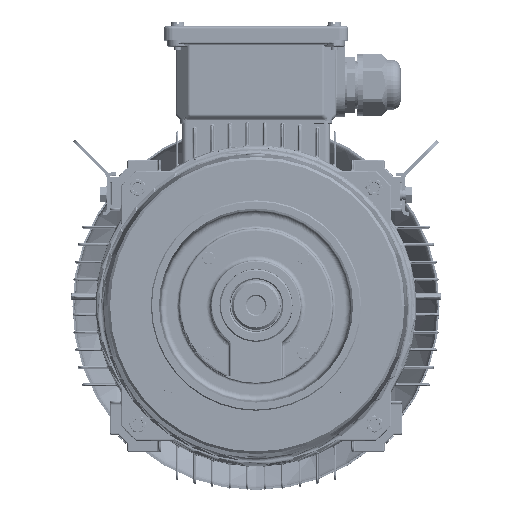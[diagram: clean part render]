
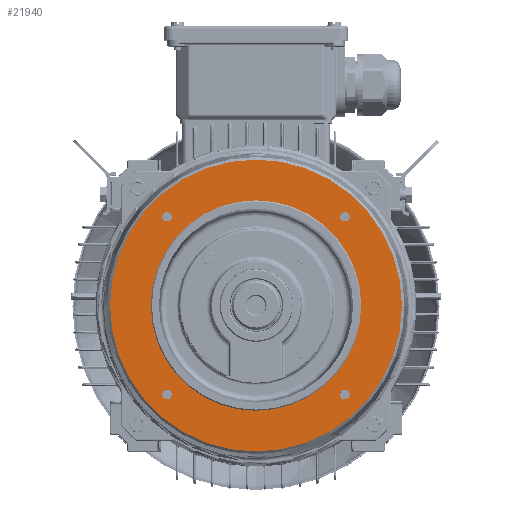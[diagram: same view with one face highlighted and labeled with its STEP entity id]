
A CAD part, top view. The second image highlights one B-rep face of the part: STEP entity #21940.
In plain terms, the highlighted planar face has unit normal (0, 0, 1).
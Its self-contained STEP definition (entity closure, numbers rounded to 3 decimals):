
#12162=PLANE('',#160525);
#13896=FACE_BOUND('',#41853,.T.);
#13897=FACE_BOUND('',#41854,.T.);
#13898=FACE_BOUND('',#41855,.T.);
#13899=FACE_BOUND('',#41856,.T.);
#13900=FACE_BOUND('',#41857,.T.);
#13901=FACE_BOUND('',#41858,.T.);
#21940=ADVANCED_FACE('',(#13896,#13897,#13898,#13899,#13900,#13901),#12162,
 .T.);
#41853=EDGE_LOOP('',(#106721));
#41854=EDGE_LOOP('',(#106722,#106723));
#41855=EDGE_LOOP('',(#106724,#106725));
#41856=EDGE_LOOP('',(#106726));
#41857=EDGE_LOOP('',(#106727,#106728));
#41858=EDGE_LOOP('',(#106729,#106730));
#106721=ORIENTED_EDGE('',*,*,#143444,.T.);
#106722=ORIENTED_EDGE('',*,*,#143445,.F.);
#106723=ORIENTED_EDGE('',*,*,#143446,.F.);
#106724=ORIENTED_EDGE('',*,*,#143447,.F.);
#106725=ORIENTED_EDGE('',*,*,#143448,.F.);
#106726=ORIENTED_EDGE('',*,*,#143449,.F.);
#106727=ORIENTED_EDGE('',*,*,#143450,.T.);
#106728=ORIENTED_EDGE('',*,*,#143451,.T.);
#106729=ORIENTED_EDGE('',*,*,#143452,.T.);
#106730=ORIENTED_EDGE('',*,*,#143453,.T.);
#122302=VERTEX_POINT('',#308240);
#122303=VERTEX_POINT('',#308242);
#122304=VERTEX_POINT('',#308243);
#122305=VERTEX_POINT('',#308246);
#122306=VERTEX_POINT('',#308247);
#122307=VERTEX_POINT('',#308250);
#122308=VERTEX_POINT('',#308252);
#122309=VERTEX_POINT('',#308253);
#122310=VERTEX_POINT('',#308256);
#122311=VERTEX_POINT('',#308257);
#143444=EDGE_CURVE('',#122302,#122302,#148898,.T.);
#143445=EDGE_CURVE('',#122303,#122304,#148899,.T.);
#143446=EDGE_CURVE('',#122304,#122303,#148900,.T.);
#143447=EDGE_CURVE('',#122305,#122306,#148901,.T.);
#143448=EDGE_CURVE('',#122306,#122305,#148902,.T.);
#143449=EDGE_CURVE('',#122307,#122307,#148903,.T.);
#143450=EDGE_CURVE('',#122308,#122309,#148904,.T.);
#143451=EDGE_CURVE('',#122309,#122308,#148905,.T.);
#143452=EDGE_CURVE('',#122310,#122311,#148906,.T.);
#143453=EDGE_CURVE('',#122311,#122310,#148907,.T.);
#148898=CIRCLE('',#160515,124.862);
#148899=CIRCLE('',#160516,4.1);
#148900=CIRCLE('',#160517,4.1);
#148901=CIRCLE('',#160518,4.1);
#148902=CIRCLE('',#160519,4.1);
#148903=CIRCLE('',#160520,90.);
#148904=CIRCLE('',#160521,4.1);
#148905=CIRCLE('',#160522,4.1);
#148906=CIRCLE('',#160523,4.1);
#148907=CIRCLE('',#160524,4.1);
#160515=AXIS2_PLACEMENT_3D('',#308239,#195019,#195020);
#160516=AXIS2_PLACEMENT_3D('',#308241,#195021,#195022);
#160517=AXIS2_PLACEMENT_3D('',#308244,#195023,#195024);
#160518=AXIS2_PLACEMENT_3D('',#308245,#195025,#195026);
#160519=AXIS2_PLACEMENT_3D('',#308248,#195027,#195028);
#160520=AXIS2_PLACEMENT_3D('',#308249,#195029,#195030);
#160521=AXIS2_PLACEMENT_3D('',#308251,#195031,#195032);
#160522=AXIS2_PLACEMENT_3D('',#308254,#195033,#195034);
#160523=AXIS2_PLACEMENT_3D('',#308255,#195035,#195036);
#160524=AXIS2_PLACEMENT_3D('',#308258,#195037,#195038);
#160525=AXIS2_PLACEMENT_3D('',#308259,#195039,#195040);
#195019=DIRECTION('',(0.,0.,1.));
#195020=DIRECTION('',(-1.,0.,0.));
#195021=DIRECTION('',(0.,0.,1.));
#195022=DIRECTION('',(-1.,0.,0.));
#195023=DIRECTION('',(0.,0.,1.));
#195024=DIRECTION('',(-1.,0.,0.));
#195025=DIRECTION('',(0.,0.,1.));
#195026=DIRECTION('',(-1.,0.,0.));
#195027=DIRECTION('',(0.,0.,1.));
#195028=DIRECTION('',(-1.,0.,0.));
#195029=DIRECTION('',(0.,0.,1.));
#195030=DIRECTION('',(-1.,0.,0.));
#195031=DIRECTION('',(0.,0.,-1.));
#195032=DIRECTION('',(-1.,0.,0.));
#195033=DIRECTION('',(0.,0.,-1.));
#195034=DIRECTION('',(-1.,0.,0.));
#195035=DIRECTION('',(0.,0.,-1.));
#195036=DIRECTION('',(-1.,0.,0.));
#195037=DIRECTION('',(0.,0.,-1.));
#195038=DIRECTION('',(-1.,0.,0.));
#195039=DIRECTION('',(0.,0.,1.));
#195040=DIRECTION('',(1.,0.,0.));
#308239=CARTESIAN_POINT('',(0.,-2.582,213.457));
#308240=CARTESIAN_POINT('',(-124.862,-2.582,213.457));
#308241=CARTESIAN_POINT('',(76.009,73.426,213.457));
#308242=CARTESIAN_POINT('',(71.909,73.426,213.457));
#308243=CARTESIAN_POINT('',(80.109,73.426,213.457));
#308244=CARTESIAN_POINT('',(76.009,73.426,213.457));
#308245=CARTESIAN_POINT('',(-76.015,73.433,213.457));
#308246=CARTESIAN_POINT('',(-80.115,73.433,213.457));
#308247=CARTESIAN_POINT('',(-71.915,73.433,213.457));
#308248=CARTESIAN_POINT('',(-76.015,73.433,213.457));
#308249=CARTESIAN_POINT('',(0.,-2.582,213.457));
#308250=CARTESIAN_POINT('',(-90.,-2.582,213.457));
#308251=CARTESIAN_POINT('',(76.009,-78.591,213.457));
#308252=CARTESIAN_POINT('',(71.909,-78.591,213.457));
#308253=CARTESIAN_POINT('',(80.109,-78.591,213.457));
#308254=CARTESIAN_POINT('',(76.009,-78.591,213.457));
#308255=CARTESIAN_POINT('',(-76.015,-78.597,213.457));
#308256=CARTESIAN_POINT('',(-80.115,-78.597,213.457));
#308257=CARTESIAN_POINT('',(-71.915,-78.597,213.457));
#308258=CARTESIAN_POINT('',(-76.015,-78.597,213.457));
#308259=CARTESIAN_POINT('',(0.,87.418,213.457));
